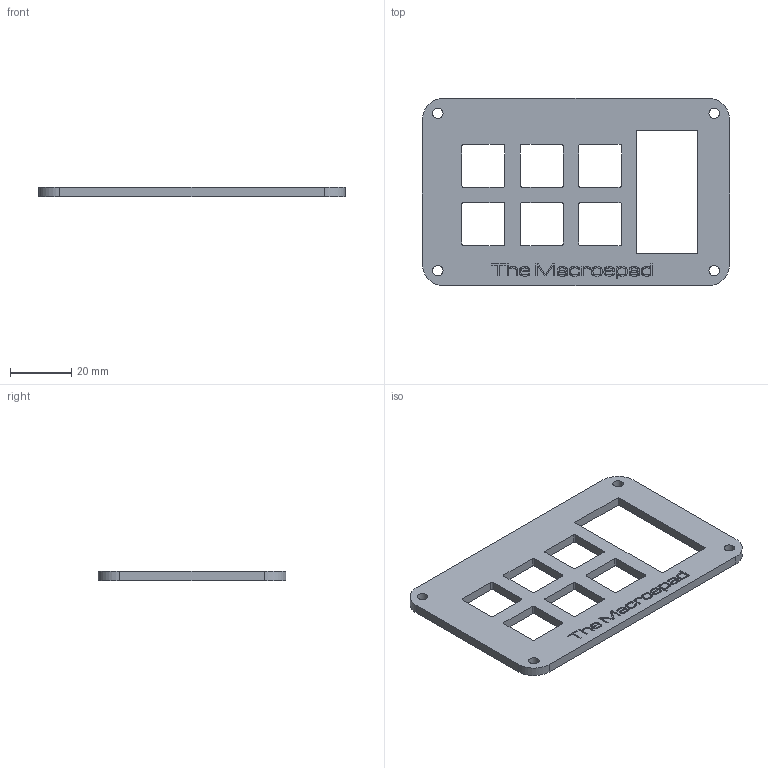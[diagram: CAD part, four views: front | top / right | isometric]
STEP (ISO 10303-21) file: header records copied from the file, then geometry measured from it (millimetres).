
FILE_DESCRIPTION(/* description */ ('STEP AP242 Edition 2','CAx-IF Rec.Pracs.---Representation and Presentation of Product Manufacturing Information (PMI)---4.0---2014-10-13','CAx-IF Rec.Pracs.---3D Tessellated Geometry---0.4---2014-09-14','2;1','CAx-IF Rec.Pracs.---User Defined Attributes---1.5---2016-08-15'),/* implementation_level */ '2;1');
FILE_NAME(/* name */ '698ea1b6b02ae376ceecace6',/* time_stamp */ '2026-02-13T03:59:53Z',/* author */ (''),/* organization */ (''),/* preprocessor_version */ 'ST-DEVELOPER v20',/* originating_system */ 'ONSHAPE BY PTC INC, 1.210',/* authorisation */ ' ');
FILE_SCHEMA (('AP242_MANAGED_MODEL_BASED_3D_ENGINEERING_MIM_LF { 1 0 10303 442 3 1 4 }'));
Length unit declared in the file: metre
Products named in the file (1): Part 2
Bounding box: 100.2 x 61.3 x 3 mm (x, y, z)
Volume: 12221.9 mm3; surface area: 10712.8 mm2
Topology: 1 solids, 1 shells, 524 faces, 1509 edges, 1006 vertices
Faces by surface type: cylinder 278, bspline 129, plane 117
Full cylindrical faces by diameter (mm): 3.4 x4
Entity records: 17931 total; most frequent: CARTESIAN_POINT 4455, ORIENTED_EDGE 3010, DIRECTION 2595, EDGE_CURVE 1505, VERTEX_POINT 1006, AXIS2_PLACEMENT_3D 952, LINE 691, VECTOR 691
